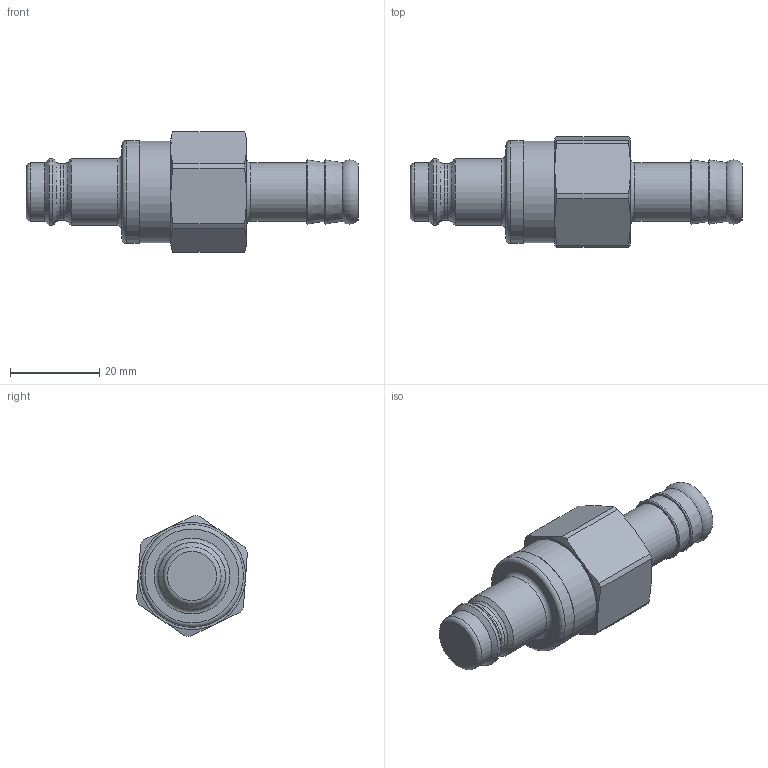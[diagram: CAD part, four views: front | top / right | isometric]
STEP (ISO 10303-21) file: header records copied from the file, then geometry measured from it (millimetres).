
FILE_DESCRIPTION((''),'2;1');
FILE_NAME('27sbtf13rvx.stp','2013-04-24T10:00:27',('IA176480'),(''),'Autodesk Inventor 2011','Autodesk Inventor 2011','');
FILE_SCHEMA(('AUTOMOTIVE_DESIGN { 1 0 10303 214 1 1 1 1 }'));
Length unit declared in the file: millimetre
Products named in the file (1): D106462
Bounding box: 74.4 x 24.84 x 27.04 mm (x, y, z)
Volume: 19840.3 mm3; surface area: 5908 mm2
Topology: 1 solids, 3 shells, 63 faces, 130 edges, 77 vertices
Faces by surface type: cone 20, cylinder 18, plane 16, torus 9
Full cylindrical faces by diameter (mm): 12.65 x1, 13 x1, 13.1 x1, 15 x2, 18.5 x1, 18.874 x1, 19 x2, 20.3 x1, 22.75 x1, 23 x1
Entity records: 1547 total; most frequent: CARTESIAN_POINT 282, DIRECTION 262, ORIENTED_EDGE 194, AXIS2_PLACEMENT_3D 125, EDGE_LOOP 100, EDGE_CURVE 97, VERTEX_POINT 73, FACE_OUTER_BOUND 63
